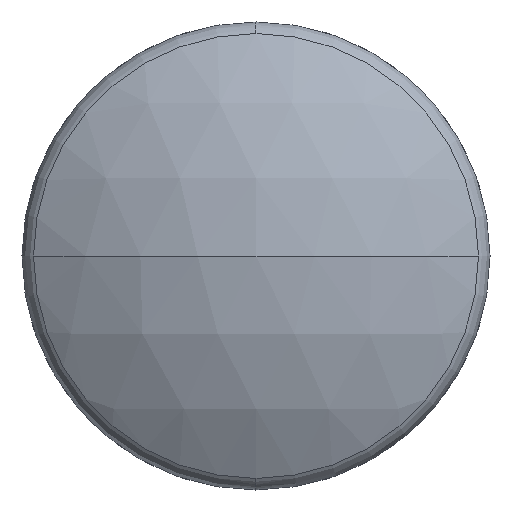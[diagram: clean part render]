
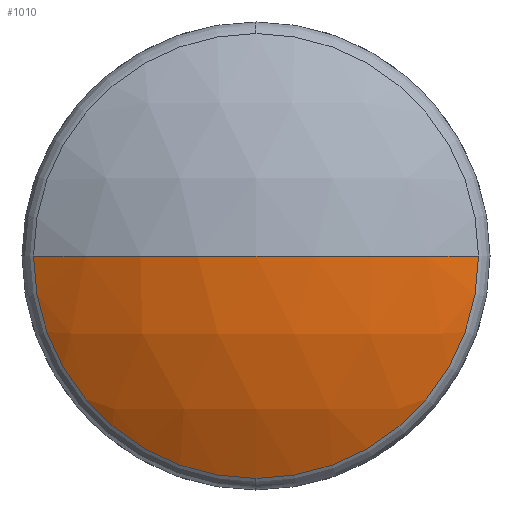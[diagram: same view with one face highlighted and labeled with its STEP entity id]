
A CAD part, left-side view. The second image highlights one B-rep face of the part: STEP entity #1010.
In plain terms, the highlighted spherical face has radius 4.445 mm.
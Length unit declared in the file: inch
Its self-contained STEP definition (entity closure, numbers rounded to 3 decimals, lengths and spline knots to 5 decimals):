
#39 = EDGE_CURVE ( 'NONE', #2190, #1223, #1510, .T. ) ;
#43 = CIRCLE ( 'NONE', #489, 0.09174 ) ;
#84 = AXIS2_PLACEMENT_3D ( 'NONE', #1383, #692, #1267 ) ;
#103 = DIRECTION ( 'NONE',  ( 0., 0., -1. ) ) ;
#210 = ORIENTED_EDGE ( 'NONE', *, *, #39, .T. ) ;
#296 = SPHERICAL_SURFACE ( 'NONE', #84, 0.175 ) ;
#388 = AXIS2_PLACEMENT_3D ( 'NONE', #1722, #587, #1910 ) ;
#486 = DIRECTION ( 'NONE',  ( 0., 0., 1. ) ) ;
#489 = AXIS2_PLACEMENT_3D ( 'NONE', #2397, #2220, #1838 ) ;
#527 = ORIENTED_EDGE ( 'NONE', *, *, #2233, .T. ) ;
#587 = DIRECTION ( 'NONE',  ( -1., 0., 0. ) ) ;
#627 = CIRCLE ( 'NONE', #2020, 0.175 ) ;
#692 = DIRECTION ( 'NONE',  ( 0., 0., -1. ) ) ;
#720 = ORIENTED_EDGE ( 'NONE', *, *, #1829, .F. ) ;
#1010 = ADVANCED_FACE ( 'NONE', ( #1305 ), #296, .T. ) ;
#1223 = VERTEX_POINT ( 'NONE', #1915 ) ;
#1247 = DIRECTION ( 'NONE',  ( 0., 1., 0. ) ) ;
#1267 = DIRECTION ( 'NONE',  ( 0., 1., 0. ) ) ;
#1305 = FACE_OUTER_BOUND ( 'NONE', #1999, .T. ) ;
#1373 = CARTESIAN_POINT ( 'NONE',  ( -0.25902, 0.09174, 0. ) ) ;
#1383 = CARTESIAN_POINT ( 'NONE',  ( -0.11, 0., 0. ) ) ;
#1397 = VERTEX_POINT ( 'NONE', #2400 ) ;
#1434 = CARTESIAN_POINT ( 'NONE',  ( -0.11, 0., 0. ) ) ;
#1453 = CARTESIAN_POINT ( 'NONE',  ( -0.11, 0., 0. ) ) ;
#1510 = CIRCLE ( 'NONE', #2291, 0.175 ) ;
#1563 = ORIENTED_EDGE ( 'NONE', *, *, #1623, .T. ) ;
#1623 = EDGE_CURVE ( 'NONE', #2317, #1397, #43, .T. ) ;
#1722 = CARTESIAN_POINT ( 'NONE',  ( -0.25902, 0., 0. ) ) ;
#1751 = CIRCLE ( 'NONE', #388, 0.09174 ) ;
#1802 = DIRECTION ( 'NONE',  ( 1., 0., 0. ) ) ;
#1829 = EDGE_CURVE ( 'NONE', #2317, #1223, #627, .T. ) ;
#1838 = DIRECTION ( 'NONE',  ( 0., 0., -1. ) ) ;
#1910 = DIRECTION ( 'NONE',  ( 0., 0., -1. ) ) ;
#1915 = CARTESIAN_POINT ( 'NONE',  ( -0.285, 0., 0. ) ) ;
#1999 = EDGE_LOOP ( 'NONE', ( #1563, #527, #210, #720 ) ) ;
#2020 = AXIS2_PLACEMENT_3D ( 'NONE', #1453, #486, #1802 ) ;
#2076 = CARTESIAN_POINT ( 'NONE',  ( -0.25902, -0.09174, 0. ) ) ;
#2190 = VERTEX_POINT ( 'NONE', #2076 ) ;
#2220 = DIRECTION ( 'NONE',  ( -1., 0., 0. ) ) ;
#2233 = EDGE_CURVE ( 'NONE', #1397, #2190, #1751, .T. ) ;
#2291 = AXIS2_PLACEMENT_3D ( 'NONE', #1434, #103, #1247 ) ;
#2317 = VERTEX_POINT ( 'NONE', #1373 ) ;
#2397 = CARTESIAN_POINT ( 'NONE',  ( -0.25902, 0., 0. ) ) ;
#2400 = CARTESIAN_POINT ( 'NONE',  ( -0.25902, 0., -0.09174 ) ) ;
